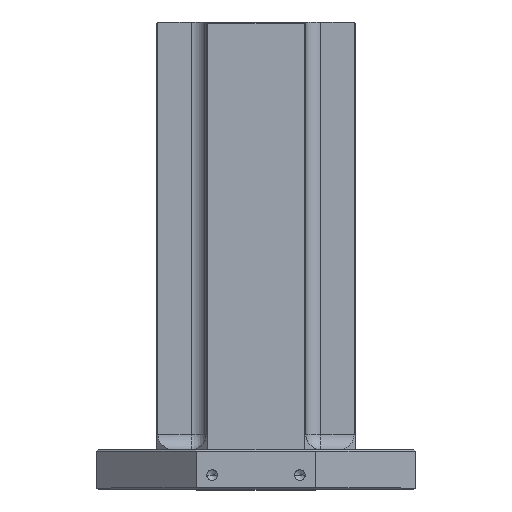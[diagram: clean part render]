
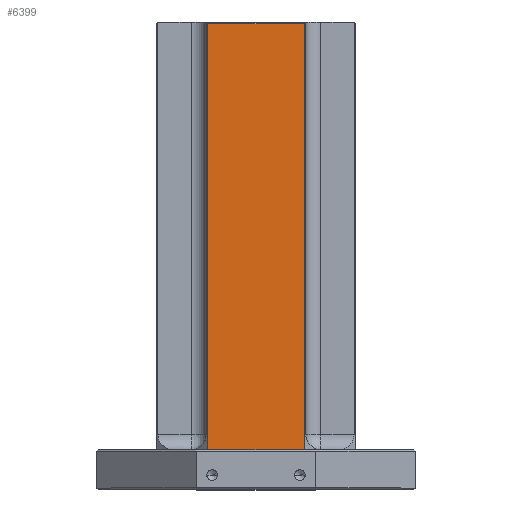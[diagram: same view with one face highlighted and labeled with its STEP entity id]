
A CAD part, top view. The second image highlights one B-rep face of the part: STEP entity #6399.
In plain terms, the highlighted planar face has unit normal (0, 0, 1).
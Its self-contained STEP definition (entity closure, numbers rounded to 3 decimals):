
#157 = DIRECTION ( 'NONE',  ( 0., -1., 0. ) ) ;
#509 = ORIENTED_EDGE ( 'NONE', *, *, #6600, .T. ) ;
#559 = VECTOR ( 'NONE', #7065, 1000. ) ;
#797 = VERTEX_POINT ( 'NONE', #2892 ) ;
#997 = CARTESIAN_POINT ( 'NONE',  ( 62.5, 584.5, 125. ) ) ;
#1983 = LINE ( 'NONE', #7036, #7145 ) ;
#2189 = PLANE ( 'NONE',  #4040 ) ;
#2418 = EDGE_LOOP ( 'NONE', ( #8170, #7616, #509, #4596 ) ) ;
#2622 = VERTEX_POINT ( 'NONE', #7972 ) ;
#2626 = CARTESIAN_POINT ( 'NONE',  ( 62.5, 50., 125. ) ) ;
#2749 = DIRECTION ( 'NONE',  ( 0., 0., -1. ) ) ;
#2892 = CARTESIAN_POINT ( 'NONE',  ( -60.5, 50., 125. ) ) ;
#3310 = CARTESIAN_POINT ( 'NONE',  ( -60.5, 586.5, 125. ) ) ;
#3681 = CARTESIAN_POINT ( 'NONE',  ( -60.5, 584.5, 125. ) ) ;
#3896 = VECTOR ( 'NONE', #5409, 1000. ) ;
#4040 = AXIS2_PLACEMENT_3D ( 'NONE', #6632, #2749, #6721 ) ;
#4378 = VECTOR ( 'NONE', #157, 1000. ) ;
#4596 = ORIENTED_EDGE ( 'NONE', *, *, #7815, .T. ) ;
#4791 = EDGE_CURVE ( 'NONE', #797, #2622, #7693, .T. ) ;
#4792 = EDGE_CURVE ( 'NONE', #2622, #5334, #1983, .T. ) ;
#5334 = VERTEX_POINT ( 'NONE', #6418 ) ;
#5368 = FACE_OUTER_BOUND ( 'NONE', #2418, .T. ) ;
#5409 = DIRECTION ( 'NONE',  ( -1., 0., 0. ) ) ;
#5791 = LINE ( 'NONE', #3310, #4378 ) ;
#5831 = DIRECTION ( 'NONE',  ( 0., 1., 0. ) ) ;
#6399 = ADVANCED_FACE ( 'NONE', ( #5368 ), #2189, .F. ) ;
#6418 = CARTESIAN_POINT ( 'NONE',  ( 60.5, 584.5, 125. ) ) ;
#6600 = EDGE_CURVE ( 'NONE', #5334, #7993, #6628, .T. ) ;
#6628 = LINE ( 'NONE', #997, #3896 ) ;
#6632 = CARTESIAN_POINT ( 'NONE',  ( 62.5, 586.5, 125. ) ) ;
#6721 = DIRECTION ( 'NONE',  ( -1., 0., 0. ) ) ;
#7036 = CARTESIAN_POINT ( 'NONE',  ( 60.5, 586.5, 125. ) ) ;
#7065 = DIRECTION ( 'NONE',  ( 1., 0., 0. ) ) ;
#7145 = VECTOR ( 'NONE', #5831, 1000. ) ;
#7616 = ORIENTED_EDGE ( 'NONE', *, *, #4792, .T. ) ;
#7693 = LINE ( 'NONE', #2626, #559 ) ;
#7815 = EDGE_CURVE ( 'NONE', #7993, #797, #5791, .T. ) ;
#7972 = CARTESIAN_POINT ( 'NONE',  ( 60.5, 50., 125. ) ) ;
#7993 = VERTEX_POINT ( 'NONE', #3681 ) ;
#8170 = ORIENTED_EDGE ( 'NONE', *, *, #4791, .T. ) ;
